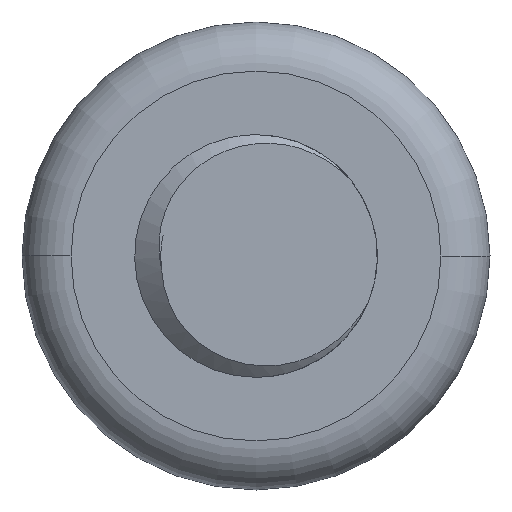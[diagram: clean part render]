
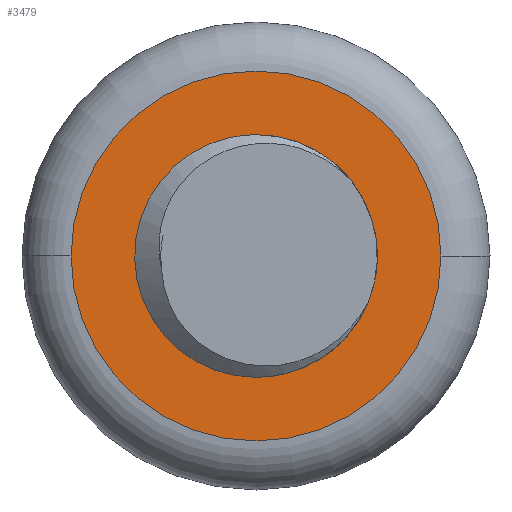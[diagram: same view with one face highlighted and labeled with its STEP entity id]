
A CAD part, front view. The second image highlights one B-rep face of the part: STEP entity #3479.
In plain terms, the highlighted planar face has unit normal (0, -1, 0).
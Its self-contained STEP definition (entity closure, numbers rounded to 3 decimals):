
#3 = CARTESIAN_POINT ( 'NONE',  ( 3.881, -1.074, 0. ) ) ;
#71 = AXIS2_PLACEMENT_3D ( 'NONE', #1658, #1660, #1662 ) ;
#164 = CARTESIAN_POINT ( 'NONE',  ( 1.619, -1.074, 0. ) ) ;
#243 = AXIS2_PLACEMENT_3D ( 'NONE', #788, #791, #793 ) ;
#490 = EDGE_CURVE ( 'NONE', #1836, #1730, #1496, .T. ) ;
#635 = FACE_BOUND ( 'NONE', #1689, .T. ) ;
#650 = FACE_OUTER_BOUND ( 'NONE', #1707, .T. ) ;
#788 = CARTESIAN_POINT ( 'NONE',  ( 2.75, -1.074, 0. ) ) ;
#791 = DIRECTION ( 'NONE',  ( 0., -1., 0. ) ) ;
#793 = DIRECTION ( 'NONE',  ( 1., 0., 0. ) ) ;
#936 = EDGE_CURVE ( 'NONE', #1730, #1836, #1334, .T. ) ;
#1077 = CIRCLE ( 'NONE', #4151, 0.742 ) ;
#1164 = AXIS2_PLACEMENT_3D ( 'NONE', #1939, #2092, #1817 ) ;
#1180 = CARTESIAN_POINT ( 'NONE',  ( 2.458, -1.074, -0.505 ) ) ;
#1334 = CIRCLE ( 'NONE', #71, 1.131 ) ;
#1496 = CIRCLE ( 'NONE', #243, 1.131 ) ;
#1509 = EDGE_CURVE ( 'NONE', #2352, #3171, #4119, .T. ) ;
#1658 = CARTESIAN_POINT ( 'NONE',  ( 2.75, -1.074, 0. ) ) ;
#1660 = DIRECTION ( 'NONE',  ( 0., -1., 0. ) ) ;
#1662 = DIRECTION ( 'NONE',  ( 1., 0., 0. ) ) ;
#1689 = EDGE_LOOP ( 'NONE', ( #3818, #3821, #2197 ) ) ;
#1707 = EDGE_LOOP ( 'NONE', ( #3803, #3808 ) ) ;
#1730 = VERTEX_POINT ( 'NONE', #164 ) ;
#1817 = DIRECTION ( 'NONE',  ( 1., 0., 0. ) ) ;
#1836 = VERTEX_POINT ( 'NONE', #3 ) ;
#1854 = PLANE ( 'NONE',  #1164 ) ;
#1939 = CARTESIAN_POINT ( 'NONE',  ( 2.75, -1.074, 0. ) ) ;
#2092 = DIRECTION ( 'NONE',  ( 0., -1., 0. ) ) ;
#2197 = ORIENTED_EDGE ( 'NONE', *, *, #1509, .F. ) ;
#2352 = VERTEX_POINT ( 'NONE', #3611 ) ;
#2427 = EDGE_CURVE ( 'NONE', #3445, #2352, #1077, .T. ) ;
#2444 = EDGE_CURVE ( 'NONE', #3171, #3445, #4084, .T. ) ;
#3005 = CARTESIAN_POINT ( 'NONE',  ( 3.392, -1.074, 0.371 ) ) ;
#3171 = VERTEX_POINT ( 'NONE', #1180 ) ;
#3347 = CARTESIAN_POINT ( 'NONE',  ( 3.392, -1.074, 0.371 ) ) ;
#3349 = CARTESIAN_POINT ( 'NONE',  ( 3.454, -1.074, 0.239 ) ) ;
#3352 = CARTESIAN_POINT ( 'NONE',  ( 3.476, -1.074, 0.09 ) ) ;
#3357 = CARTESIAN_POINT ( 'NONE',  ( 3.431, -1.074, -0.197 ) ) ;
#3363 = CARTESIAN_POINT ( 'NONE',  ( 3.361, -1.074, -0.332 ) ) ;
#3366 = CARTESIAN_POINT ( 'NONE',  ( 3.153, -1.074, -0.534 ) ) ;
#3368 = CARTESIAN_POINT ( 'NONE',  ( 3.015, -1.074, -0.602 ) ) ;
#3372 = CARTESIAN_POINT ( 'NONE',  ( 2.725, -1.074, -0.629 ) ) ;
#3382 = DIRECTION ( 'NONE',  ( 0., 0., 1. ) ) ;
#3384 = DIRECTION ( 'NONE',  ( 0., -1., 0. ) ) ;
#3387 = CARTESIAN_POINT ( 'NONE',  ( 2.75, -1.074, 0. ) ) ;
#3391 = CARTESIAN_POINT ( 'NONE',  ( 2.578, -1.074, -0.59 ) ) ;
#3393 = CARTESIAN_POINT ( 'NONE',  ( 2.458, -1.074, -0.505 ) ) ;
#3424 = CARTESIAN_POINT ( 'NONE',  ( 2.604, -1.074, 0.73 ) ) ;
#3445 = VERTEX_POINT ( 'NONE', #3005 ) ;
#3479 = ADVANCED_FACE ( 'NONE', ( #650, #635 ), #1854, .T. ) ;
#3529 = CARTESIAN_POINT ( 'NONE',  ( 2.75, -1.074, 0.742 ) ) ;
#3555 = CARTESIAN_POINT ( 'NONE',  ( 2.465, -1.074, 0.674 ) ) ;
#3557 = CARTESIAN_POINT ( 'NONE',  ( 2.239, -1.074, 0.492 ) ) ;
#3565 = CARTESIAN_POINT ( 'NONE',  ( 2.157, -1.074, 0.363 ) ) ;
#3576 = CARTESIAN_POINT ( 'NONE',  ( 2.086, -1.074, 0.083 ) ) ;
#3582 = CARTESIAN_POINT ( 'NONE',  ( 2.096, -1.074, -0.071 ) ) ;
#3583 = CARTESIAN_POINT ( 'NONE',  ( 2.216, -1.074, -0.334 ) ) ;
#3588 = CARTESIAN_POINT ( 'NONE',  ( 2.325, -1.074, -0.444 ) ) ;
#3593 = CARTESIAN_POINT ( 'NONE',  ( 2.458, -1.074, -0.505 ) ) ;
#3611 = CARTESIAN_POINT ( 'NONE',  ( 2.75, -1.074, 0.742 ) ) ;
#3803 = ORIENTED_EDGE ( 'NONE', *, *, #490, .T. ) ;
#3808 = ORIENTED_EDGE ( 'NONE', *, *, #936, .T. ) ;
#3818 = ORIENTED_EDGE ( 'NONE', *, *, #2427, .F. ) ;
#3821 = ORIENTED_EDGE ( 'NONE', *, *, #2444, .F. ) ;
#4084 = B_SPLINE_CURVE_WITH_KNOTS ( 'NONE', 3,
 ( #3393, #3391, #3372, #3368, #3366, #3363, #3357, #3352, #3349, #3347 ),
 .UNSPECIFIED., .F., .F.,
 ( 4, 2, 2, 2, 4 ),
 ( 0., 0., 0.001, 0.001, 0.002 ),
 .UNSPECIFIED. ) ;
#4119 = B_SPLINE_CURVE_WITH_KNOTS ( 'NONE', 3,
 ( #3529, #3424, #3555, #3557, #3565, #3576, #3582, #3583, #3588, #3593 ),
 .UNSPECIFIED., .F., .F.,
 ( 4, 2, 2, 2, 4 ),
 ( 0., 0., 0.001, 0.001, 0.002 ),
 .UNSPECIFIED. ) ;
#4151 = AXIS2_PLACEMENT_3D ( 'NONE', #3387, #3384, #3382 ) ;
